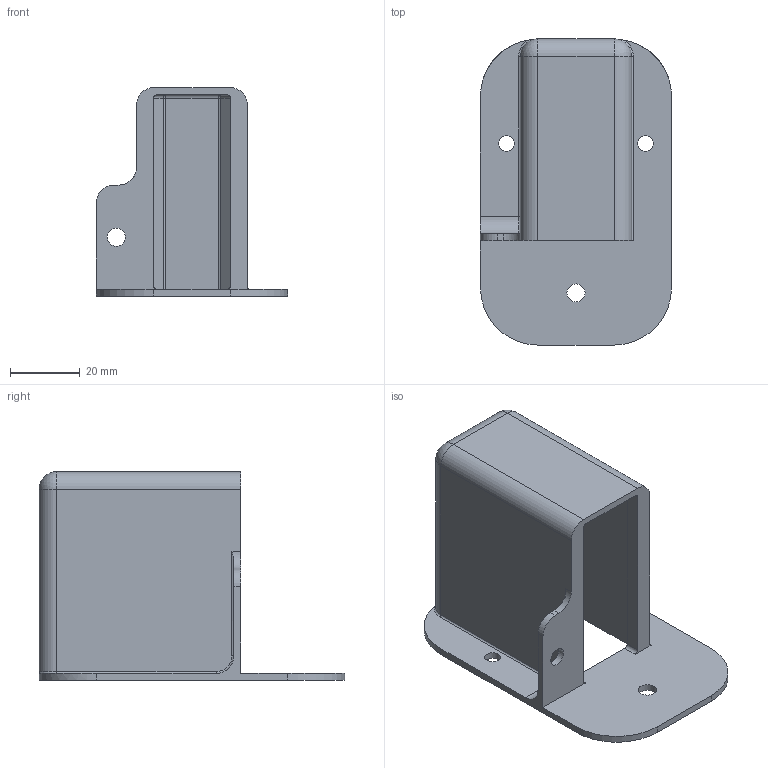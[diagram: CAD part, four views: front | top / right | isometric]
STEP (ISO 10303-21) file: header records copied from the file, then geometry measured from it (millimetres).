
FILE_DESCRIPTION(/* description */ (''),/* implementation_level */ '2;1');
FILE_NAME(/* name */ 'PSU_plug_box_3030.step',/* time_stamp */ '2023-02-04T10:22:20+01:00',/* author */ (''),/* organization */ (''),/* preprocessor_version */ 'ST-DEVELOPER v19.2',/* originating_system */ 'Autodesk Translation Framework v11.17.0.187',/* authorisation */ '');
FILE_SCHEMA (('AUTOMOTIVE_DESIGN { 1 0 10303 214 3 1 1 }'));
Length unit declared in the file: millimetre
Products named in the file (1): PSU_plug_box_3030
Bounding box: 55 x 88 x 60 mm (x, y, z)
Volume: 36049 mm3; surface area: 26562.4 mm2
Topology: 1 solids, 1 shells, 61 faces, 160 edges, 100 vertices
Faces by surface type: cylinder 32, plane 22, sphere 4, torus 3
Full cylindrical faces by diameter (mm): 4.5 x2, 5.2 x2
Entity records: 1965 total; most frequent: CARTESIAN_POINT 359, DIRECTION 343, ORIENTED_EDGE 320, EDGE_CURVE 160, AXIS2_PLACEMENT_3D 126, VERTEX_POINT 100, LINE 91, VECTOR 91
